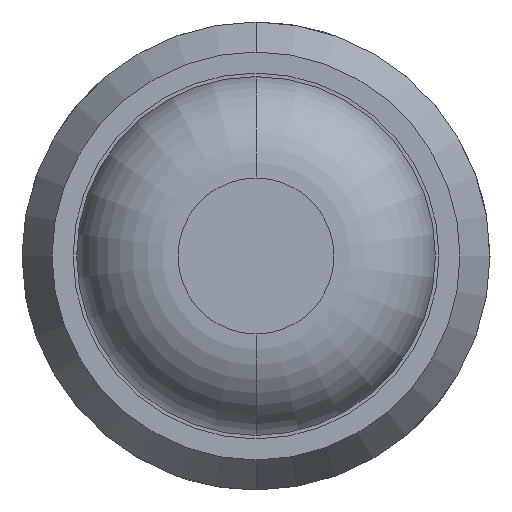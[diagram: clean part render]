
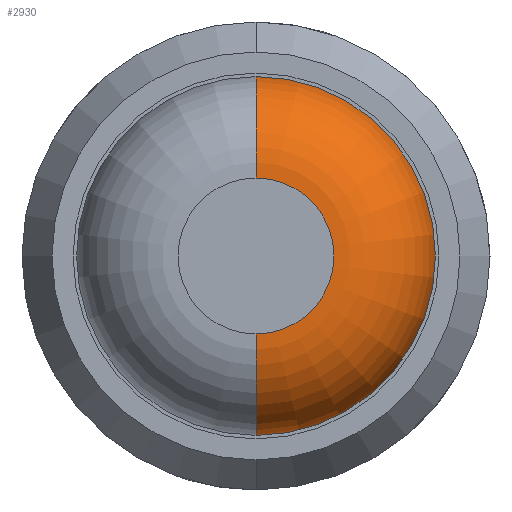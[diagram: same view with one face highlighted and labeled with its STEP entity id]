
A CAD part, front view. The second image highlights one B-rep face of the part: STEP entity #2930.
In plain terms, the highlighted toroidal (fillet/blend) face has major radius 0.155 mm and minor radius 0.19 mm.
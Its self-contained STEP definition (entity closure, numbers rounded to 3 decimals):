
#131 = CARTESIAN_POINT ( 'NONE',  ( 0., -12.51, -0.345 ) ) ;
#138 = CARTESIAN_POINT ( 'NONE',  ( 0., -12.51, 0.155 ) ) ;
#170 = CIRCLE ( 'NONE', #3821, 0.15 ) ;
#182 = DIRECTION ( 'NONE',  ( 0., 1., 0. ) ) ;
#210 = EDGE_CURVE ( 'NONE', #792, #2385, #2409, .T. ) ;
#318 = CARTESIAN_POINT ( 'NONE',  ( 0., -12.51, -0.155 ) ) ;
#582 = AXIS2_PLACEMENT_3D ( 'NONE', #832, #2243, #3802 ) ;
#747 = DIRECTION ( 'NONE',  ( -1., 0., 0. ) ) ;
#775 = ORIENTED_EDGE ( 'NONE', *, *, #210, .F. ) ;
#792 = VERTEX_POINT ( 'NONE', #2016 ) ;
#832 = CARTESIAN_POINT ( 'NONE',  ( 0., -12.51, 0. ) ) ;
#873 = EDGE_CURVE ( 'Defeature ausgef�hrt1_1+Defeature ausgef�hrt1_3+Defeature ausgef�hrt1_3+Defeature ausgef�hrt1_3', #2385, #888, #1737, .T. ) ;
#888 = VERTEX_POINT ( 'NONE', #131 ) ;
#923 = DIRECTION ( 'NONE',  ( 1., 0., 0. ) ) ;
#1145 = CARTESIAN_POINT ( 'NONE',  ( 0., -12.7, 0. ) ) ;
#1261 = DIRECTION ( 'NONE',  ( 0., 0., -1. ) ) ;
#1322 = AXIS2_PLACEMENT_3D ( 'NONE', #318, #923, #1261 ) ;
#1436 = FACE_OUTER_BOUND ( 'NONE', #3474, .T. ) ;
#1450 = DIRECTION ( 'NONE',  ( 0., 0., 1. ) ) ;
#1680 = ORIENTED_EDGE ( 'NONE', *, *, #3627, .T. ) ;
#1712 = DIRECTION ( 'NONE',  ( 0., 0., 1. ) ) ;
#1737 = CIRCLE ( 'NONE', #582, 0.345 ) ;
#1858 = EDGE_CURVE ( 'NONE', #3058, #888, #3281, .T. ) ;
#2016 = CARTESIAN_POINT ( 'NONE',  ( 0., -12.7, 0.15 ) ) ;
#2243 = DIRECTION ( 'NONE',  ( 0., 1., 0. ) ) ;
#2271 = DIRECTION ( 'NONE',  ( 0., 0., 1. ) ) ;
#2385 = VERTEX_POINT ( 'NONE', #2412 ) ;
#2409 = CIRCLE ( 'NONE', #2655, 0.19 ) ;
#2412 = CARTESIAN_POINT ( 'NONE',  ( 0., -12.51, 0.345 ) ) ;
#2655 = AXIS2_PLACEMENT_3D ( 'NONE', #138, #747, #2271 ) ;
#2758 = ORIENTED_EDGE ( 'NONE', *, *, #1858, .T. ) ;
#2891 = AXIS2_PLACEMENT_3D ( 'NONE', #3831, #182, #1712 ) ;
#2930 = ADVANCED_FACE ( 'Defeature ausgef�hrt1_3', ( #1436 ), #3632, .T. ) ;
#3058 = VERTEX_POINT ( 'NONE', #3178 ) ;
#3178 = CARTESIAN_POINT ( 'NONE',  ( 0., -12.7, -0.15 ) ) ;
#3241 = DIRECTION ( 'NONE',  ( 0., 1., 0. ) ) ;
#3281 = CIRCLE ( 'NONE', #1322, 0.19 ) ;
#3474 = EDGE_LOOP ( 'NONE', ( #1680, #2758, #3642, #775 ) ) ;
#3627 = EDGE_CURVE ( 'Defeature ausgef�hrt1_3+Defeature ausgef�hrt1_7+Defeature ausgef�hrt1_7+Defeature ausgef�hrt1_7', #792, #3058, #170, .T. ) ;
#3632 = TOROIDAL_SURFACE ( 'NONE', #2891, 0.155, 0.19 ) ;
#3642 = ORIENTED_EDGE ( 'NONE', *, *, #873, .F. ) ;
#3802 = DIRECTION ( 'NONE',  ( 0., 0., 1. ) ) ;
#3821 = AXIS2_PLACEMENT_3D ( 'NONE', #1145, #3241, #1450 ) ;
#3831 = CARTESIAN_POINT ( 'NONE',  ( 0., -12.51, 0. ) ) ;
